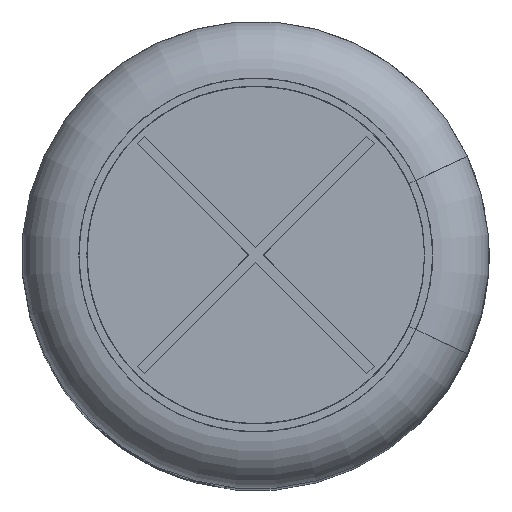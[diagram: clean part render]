
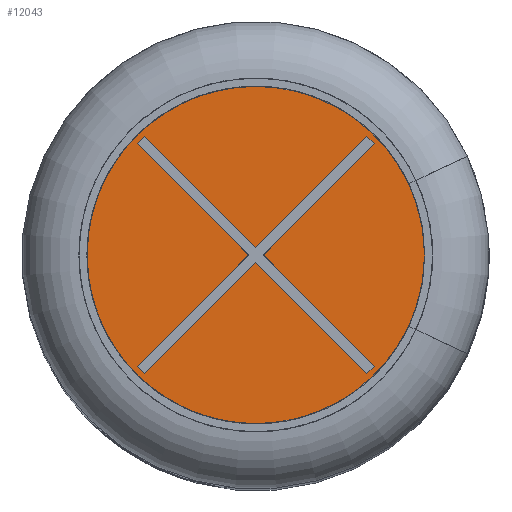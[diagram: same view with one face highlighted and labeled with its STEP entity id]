
A CAD part, top view. The second image highlights one B-rep face of the part: STEP entity #12043.
In plain terms, the highlighted planar face has unit normal (0, 0, 1).
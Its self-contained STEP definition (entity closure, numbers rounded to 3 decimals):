
#444=LINE('',#15714,#1102);
#447=LINE('',#15720,#1105);
#449=LINE('',#15724,#1107);
#451=LINE('',#15728,#1109);
#453=LINE('',#15732,#1111);
#455=LINE('',#15736,#1113);
#457=LINE('',#15740,#1115);
#459=LINE('',#15744,#1117);
#461=LINE('',#15748,#1119);
#463=LINE('',#15752,#1121);
#465=LINE('',#15756,#1123);
#467=LINE('',#15760,#1125);
#1102=VECTOR('',#13415,1000.);
#1105=VECTOR('',#13420,1000.);
#1107=VECTOR('',#13424,1000.);
#1109=VECTOR('',#13428,1000.);
#1111=VECTOR('',#13432,1000.);
#1113=VECTOR('',#13436,1000.);
#1115=VECTOR('',#13440,1000.);
#1117=VECTOR('',#13444,1000.);
#1119=VECTOR('',#13448,1000.);
#1121=VECTOR('',#13452,1000.);
#1123=VECTOR('',#13456,1000.);
#1125=VECTOR('',#13460,1000.);
#1944=ORIENTED_EDGE('',*,*,#4410,.T.);
#1945=ORIENTED_EDGE('',*,*,#4433,.T.);
#1946=ORIENTED_EDGE('',*,*,#4431,.T.);
#1947=ORIENTED_EDGE('',*,*,#4429,.T.);
#1948=ORIENTED_EDGE('',*,*,#4427,.T.);
#1949=ORIENTED_EDGE('',*,*,#4425,.T.);
#1950=ORIENTED_EDGE('',*,*,#4423,.T.);
#1951=ORIENTED_EDGE('',*,*,#4421,.T.);
#1952=ORIENTED_EDGE('',*,*,#4419,.T.);
#1953=ORIENTED_EDGE('',*,*,#4417,.T.);
#1954=ORIENTED_EDGE('',*,*,#4415,.T.);
#1955=ORIENTED_EDGE('',*,*,#4413,.T.);
#1956=ORIENTED_EDGE('',*,*,#4447,.F.);
#4410=EDGE_CURVE('',#5676,#5677,#444,.T.);
#4413=EDGE_CURVE('',#5678,#5676,#447,.T.);
#4415=EDGE_CURVE('',#5679,#5678,#449,.T.);
#4417=EDGE_CURVE('',#5680,#5679,#451,.T.);
#4419=EDGE_CURVE('',#5681,#5680,#453,.T.);
#4421=EDGE_CURVE('',#5682,#5681,#455,.T.);
#4423=EDGE_CURVE('',#5683,#5682,#457,.T.);
#4425=EDGE_CURVE('',#5684,#5683,#459,.T.);
#4427=EDGE_CURVE('',#5685,#5684,#461,.T.);
#4429=EDGE_CURVE('',#5686,#5685,#463,.T.);
#4431=EDGE_CURVE('',#5687,#5686,#465,.T.);
#4433=EDGE_CURVE('',#5677,#5687,#467,.T.);
#4447=EDGE_CURVE('',#5698,#5698,#6539,.T.);
#5676=VERTEX_POINT('',#15715);
#5677=VERTEX_POINT('',#15716);
#5678=VERTEX_POINT('',#15721);
#5679=VERTEX_POINT('',#15725);
#5680=VERTEX_POINT('',#15729);
#5681=VERTEX_POINT('',#15733);
#5682=VERTEX_POINT('',#15737);
#5683=VERTEX_POINT('',#15741);
#5684=VERTEX_POINT('',#15745);
#5685=VERTEX_POINT('',#15749);
#5686=VERTEX_POINT('',#15753);
#5687=VERTEX_POINT('',#15757);
#5698=VERTEX_POINT('',#15792);
#6539=CIRCLE('',#12594,4.92);
#6857=EDGE_LOOP('',(#1944,#1945,#1946,#1947,#1948,#1949,#1950,#1951,#1952,
#1953,#1954,#1955));
#6858=EDGE_LOOP('',(#1956));
#7487=FACE_BOUND('',#6857,.T.);
#7488=FACE_BOUND('',#6858,.T.);
#8103=PLANE('',#12595);
#12043=ADVANCED_FACE('',(#7487,#7488),#8103,.T.);
#12594=AXIS2_PLACEMENT_3D('',#15791,#13501,#13502);
#12595=AXIS2_PLACEMENT_3D('',#15793,#13503,#13504);
#13415=DIRECTION('',(0.707,0.707,0.));
#13420=DIRECTION('',(-0.707,0.707,0.));
#13424=DIRECTION('',(0.707,0.707,0.));
#13428=DIRECTION('',(-0.707,0.707,0.));
#13432=DIRECTION('',(-0.707,-0.707,0.));
#13436=DIRECTION('',(-0.707,0.707,0.));
#13440=DIRECTION('',(-0.707,-0.707,0.));
#13444=DIRECTION('',(0.707,-0.707,0.));
#13448=DIRECTION('',(-0.707,-0.707,0.));
#13452=DIRECTION('',(0.707,-0.707,0.));
#13456=DIRECTION('',(0.707,0.707,0.));
#13460=DIRECTION('',(0.707,-0.707,0.));
#13501=DIRECTION('',(0.,0.,-1.));
#13502=DIRECTION('',(-1.,0.,0.));
#13503=DIRECTION('',(0.,0.,1.));
#13504=DIRECTION('',(1.,0.,0.));
#15714=CARTESIAN_POINT('',(-3.088,3.292,34.78));
#15715=CARTESIAN_POINT('',(-3.292,3.088,34.78));
#15716=CARTESIAN_POINT('',(-3.088,3.292,34.78));
#15720=CARTESIAN_POINT('',(-0.204,0.,34.78));
#15721=CARTESIAN_POINT('',(-0.204,0.,34.78));
#15724=CARTESIAN_POINT('',(-0.204,0.,34.78));
#15725=CARTESIAN_POINT('',(-3.292,-3.088,34.78));
#15728=CARTESIAN_POINT('',(-3.088,-3.292,34.78));
#15729=CARTESIAN_POINT('',(-3.088,-3.292,34.78));
#15732=CARTESIAN_POINT('',(0.,-0.204,34.78));
#15733=CARTESIAN_POINT('',(0.,-0.204,34.78));
#15736=CARTESIAN_POINT('',(0.,-0.204,34.78));
#15737=CARTESIAN_POINT('',(3.088,-3.292,34.78));
#15740=CARTESIAN_POINT('',(3.292,-3.088,34.78));
#15741=CARTESIAN_POINT('',(3.292,-3.088,34.78));
#15744=CARTESIAN_POINT('',(0.204,0.,34.78));
#15745=CARTESIAN_POINT('',(0.204,0.,34.78));
#15748=CARTESIAN_POINT('',(0.204,0.,34.78));
#15749=CARTESIAN_POINT('',(3.292,3.088,34.78));
#15752=CARTESIAN_POINT('',(3.292,3.088,34.78));
#15753=CARTESIAN_POINT('',(3.088,3.292,34.78));
#15756=CARTESIAN_POINT('',(0.,0.204,34.78));
#15757=CARTESIAN_POINT('',(0.,0.204,34.78));
#15760=CARTESIAN_POINT('',(0.,0.204,34.78));
#15791=CARTESIAN_POINT('',(0.,0.,34.78));
#15792=CARTESIAN_POINT('',(-4.92,0.,34.78));
#15793=CARTESIAN_POINT('',(-4.92,0.,34.78));
